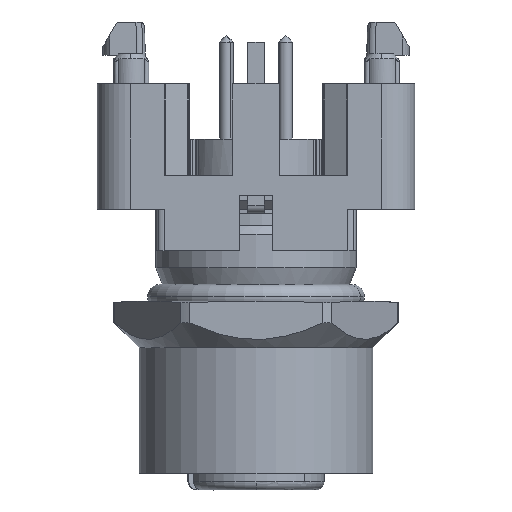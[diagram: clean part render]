
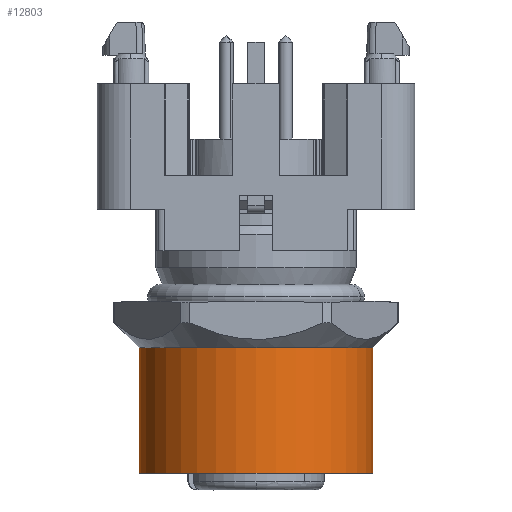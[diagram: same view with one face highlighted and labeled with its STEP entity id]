
A CAD part, front view. The second image highlights one B-rep face of the part: STEP entity #12803.
In plain terms, the highlighted cylindrical face has radius 7 mm (diameter 14 mm), a partial arc.
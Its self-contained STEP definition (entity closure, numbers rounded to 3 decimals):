
#12750=AXIS2_PLACEMENT_3D('Circle Axis2P3D',#12748,#12749,$) ;
#12776=AXIS2_PLACEMENT_3D('Cylinder Axis2P3D',#12773,#12774,#12775) ;
#12787=AXIS2_PLACEMENT_3D('Circle Axis2P3D',#12785,#12786,$) ;
#12748=CARTESIAN_POINT('Axis2P3D Location',(9.5,8.5,1.)) ;
#12752=CARTESIAN_POINT('Vertex',(16.5,8.5,1.)) ;
#12754=CARTESIAN_POINT('Vertex',(2.5,8.5,1.)) ;
#12773=CARTESIAN_POINT('Axis2P3D Location',(9.5,8.5,4.75)) ;
#12778=CARTESIAN_POINT('Line Origine',(16.5,8.5,4.75)) ;
#12782=CARTESIAN_POINT('Vertex',(16.5,8.5,8.5)) ;
#12785=CARTESIAN_POINT('Axis2P3D Location',(9.5,8.5,8.5)) ;
#12789=CARTESIAN_POINT('Vertex',(2.5,8.5,8.5)) ;
#12792=CARTESIAN_POINT('Line Origine',(2.5,8.5,4.75)) ;
#12749=DIRECTION('Axis2P3D Direction',(0.,0.,-1.)) ;
#12774=DIRECTION('Axis2P3D Direction',(0.,0.,-1.)) ;
#12775=DIRECTION('Axis2P3D XDirection',(1.,0.,0.)) ;
#12779=DIRECTION('Vector Direction',(0.,0.,-1.)) ;
#12786=DIRECTION('Axis2P3D Direction',(0.,0.,-1.)) ;
#12793=DIRECTION('Vector Direction',(0.,0.,-1.)) ;
#12780=VECTOR('Line Direction',#12779,1.) ;
#12794=VECTOR('Line Direction',#12793,1.) ;
#12798=ORIENTED_EDGE('',*,*,#12784,.T.) ;
#12799=ORIENTED_EDGE('',*,*,#12791,.T.) ;
#12800=ORIENTED_EDGE('',*,*,#12796,.T.) ;
#12801=ORIENTED_EDGE('',*,*,#12756,.F.) ;
#12803=ADVANCED_FACE('V2',(#12802),#12777,.T.) ;
#12751=CIRCLE('generated circle',#12750,7.) ;
#12788=CIRCLE('generated circle',#12787,7.) ;
#12777=CYLINDRICAL_SURFACE('generated cylinder',#12776,7.) ;
#12756=EDGE_CURVE('',#12753,#12755,#12751,.T.) ;
#12784=EDGE_CURVE('',#12753,#12783,#12781,.F.) ;
#12791=EDGE_CURVE('',#12783,#12790,#12788,.T.) ;
#12796=EDGE_CURVE('',#12790,#12755,#12795,.T.) ;
#12797=EDGE_LOOP('',(#12798,#12799,#12800,#12801)) ;
#12802=FACE_OUTER_BOUND('',#12797,.T.) ;
#12781=LINE('Line',#12778,#12780) ;
#12795=LINE('Line',#12792,#12794) ;
#12753=VERTEX_POINT('',#12752) ;
#12755=VERTEX_POINT('',#12754) ;
#12783=VERTEX_POINT('',#12782) ;
#12790=VERTEX_POINT('',#12789) ;
